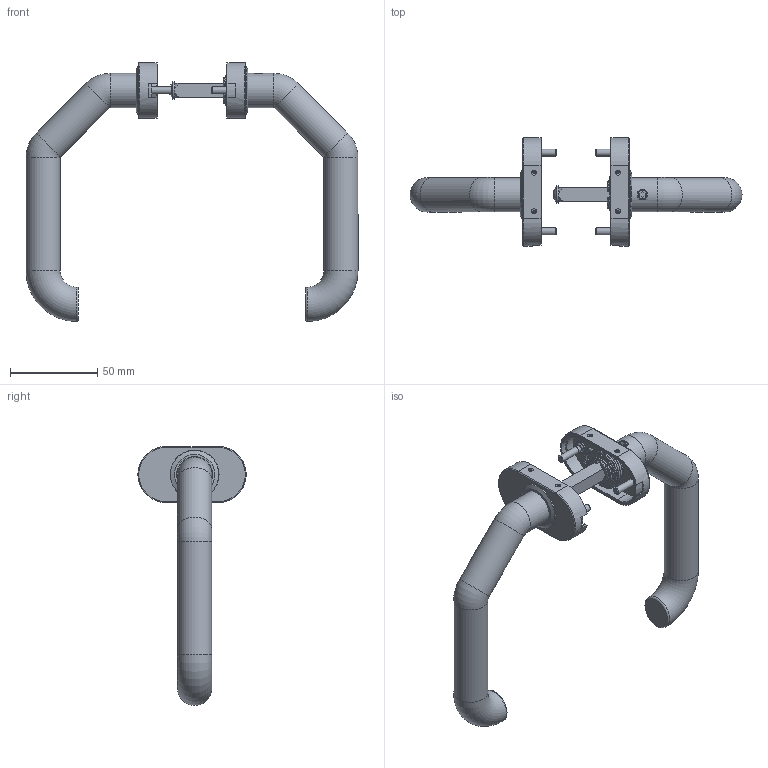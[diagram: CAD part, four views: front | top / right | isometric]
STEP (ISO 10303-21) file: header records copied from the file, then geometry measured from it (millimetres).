
FILE_DESCRIPTION (( 'STEP AP203' ), '1' );
FILE_NAME ('203-VA-F-L.step', '2024-04-03T05:55:01', ( '' ), ( '' ), 'SwSTEP 2.0', 'SolidWorks 2018', '' );
FILE_SCHEMA (( 'CONFIG_CONTROL_DESIGN' ));
Length unit declared in the file: millimetre
Products named in the file (17): 203-VA-F-L; 60X-VA-X-X Teil5_X0X-VA-X-X Teil5; 60X-VA-X-X Teil6_20X-VA-X-X Teil6; 603-VA-X-X Teil1 und 2_203-VA-F-L Teil2; DIN 471 Wellensicherungsring_DIN 471 Gr”áe 15; DIN 967_M4x8; 60X-VA-X-X Teil9_X0X-VA-X-X Teil9; 60X-VA-X-X Teil3_X0X-VA-X-X Teil3; DIN 931_DIN 931 M12x30; 60X-VA-X-X Teil10_X0X-VA-X-X Teil10; DIN 965_DIN 965 M4x18; 60X-VA-X-X Teil4_X0X-VA-X-X Teil4; 60X-VA-X-X Teil7_20X-VA-X-X Teil7; DIN914_DIN 914 M6x6; 603-VA-X-X Teil1 und 2_203-VA-F-L Teil1; 60X-VA-X-X Teil11_20X-VA-X-X Teil11; 60X-VA-X-X Teil8_X0X-VA-X-X Teil8
Assembly tree (23 placements, depth 2):
  203-VA-F-L
    60X-VA-X-X Teil10_X0X-VA-X-X Teil10
    DIN 967_M4x8
    603-VA-X-X Teil1 und 2_203-VA-F-L Teil1
    DIN914_DIN 914 M6x6
    60X-VA-X-X Teil3_X0X-VA-X-X Teil3  x2
    60X-VA-X-X Teil4_X0X-VA-X-X Teil4
    60X-VA-X-X Teil5_X0X-VA-X-X Teil5  x3
    60X-VA-X-X Teil6_20X-VA-X-X Teil6  x2
    60X-VA-X-X Teil7_20X-VA-X-X Teil7
    60X-VA-X-X Teil9_X0X-VA-X-X Teil9
    60X-VA-X-X Teil8_X0X-VA-X-X Teil8
    DIN 471 Wellensicherungsring_DIN 471 Gr”áe 15
    DIN 931_DIN 931 M12x30
    DIN 965_DIN 965 M4x18  x4
    603-VA-X-X Teil1 und 2_203-VA-F-L Teil2
    60X-VA-X-X Teil11_20X-VA-X-X Teil11
Bounding box: 190 x 62 x 148.2 mm (x, y, z)
Volume: 66255.5 mm3; surface area: 77721.4 mm2
Topology: 25 solids, 25 shells, 1118 faces, 2880 edges, 1895 vertices
Faces by surface type: plane 632, bspline 246, cylinder 127, cone 64, torus 48, sphere 1
Full cylindrical faces by diameter (mm): 1.7 x2, 3.3 x1, 3.6 x4, 4 x5, 5 x2, 6 x1, 6.2 x4, 7.2 x4, 7.713 x4, 9.4 x1, 10 x1, 12 x1, 15.7 x8, 16.3 x5, 16.9 x1, 19 x1, 19.6 x6, 20.6 x2, 20.9 x3, 24 x1, 27.8 x2, 28 x2
Entity records: 46809 total; most frequent: CARTESIAN_POINT 22101, ORIENTED_EDGE 5000, DIRECTION 3831, EDGE_CURVE 2500, VERTEX_POINT 1702, LINE 1591, VECTOR 1591, EDGE_LOOP 1218
